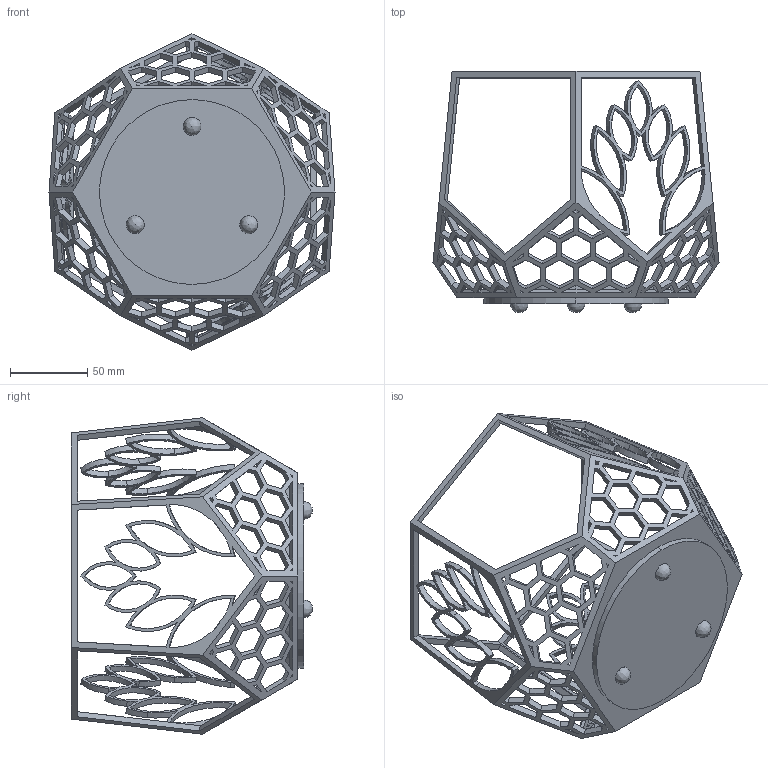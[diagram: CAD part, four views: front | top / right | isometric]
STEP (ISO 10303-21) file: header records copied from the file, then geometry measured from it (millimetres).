
FILE_DESCRIPTION(('FreeCAD Model'),'2;1');
FILE_NAME('Open CASCADE Shape Model','2025-04-27T17:27:33',('FreeCAD'),( 'FreeCAD'),'Open CASCADE STEP processor 7.6','FreeCAD','Unknown');
FILE_SCHEMA(('AUTOMOTIVE_DESIGN { 1 0 10303 214 1 1 1 1 }'));
Length unit declared in the file: millimetre
Products named in the file (1): Open CASCADE STEP translator 7.6 1
Bounding box: 185.49 x 156.5 x 205.26 mm (x, y, z)
Volume: 148753.9 mm3; surface area: 115411.9 mm2
Topology: 1 solids, 1 shells, 758 faces, 2253 edges, 1500 vertices
Faces by surface type: bspline 758
Entity records: 23409 total; most frequent: CARTESIAN_POINT 9836, ORIENTED_EDGE 4500, EDGE_CURVE 2250, B_SPLINE_CURVE_WITH_KNOTS 1905, VERTEX_POINT 1500, FACE_BOUND 1028, EDGE_LOOP 1028, ADVANCED_FACE 758
